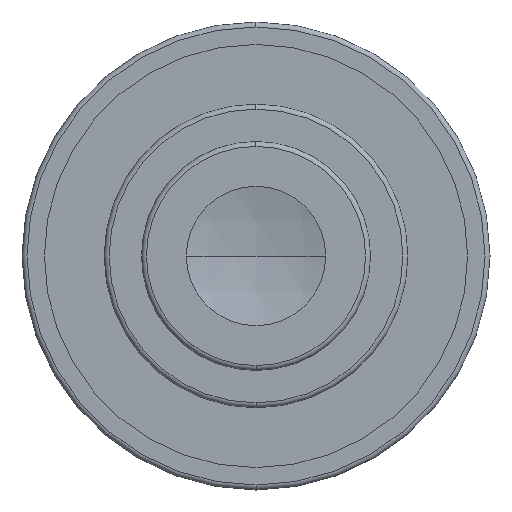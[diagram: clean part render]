
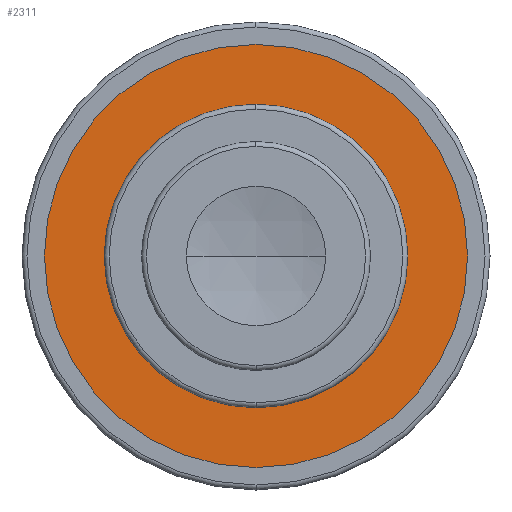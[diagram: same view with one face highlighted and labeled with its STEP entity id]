
A CAD part, left-side view. The second image highlights one B-rep face of the part: STEP entity #2311.
In plain terms, the highlighted planar face has unit normal (-1, 0, 0).
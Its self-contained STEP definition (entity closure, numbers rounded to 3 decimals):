
#17 = CIRCLE ( 'NONE', #52, 30.5 ) ;
#52 = AXIS2_PLACEMENT_3D ( 'NONE', #796, #2201, #563 ) ;
#193 = PLANE ( 'NONE',  #1286 ) ;
#247 = FACE_OUTER_BOUND ( 'NONE', #2803, .T. ) ;
#262 = EDGE_CURVE ( 'NONE', #800, #448, #17, .T. ) ;
#311 = ORIENTED_EDGE ( 'NONE', *, *, #2590, .T. ) ;
#448 = VERTEX_POINT ( 'NONE', #1583 ) ;
#502 = DIRECTION ( 'NONE',  ( -1., 0., 0. ) ) ;
#563 = DIRECTION ( 'NONE',  ( 0., 0., 1. ) ) ;
#626 = AXIS2_PLACEMENT_3D ( 'NONE', #1181, #2830, #1418 ) ;
#796 = CARTESIAN_POINT ( 'NONE',  ( 12., 0., 0. ) ) ;
#800 = VERTEX_POINT ( 'NONE', #1360 ) ;
#920 = DIRECTION ( 'NONE',  ( 0., 0., 1. ) ) ;
#1144 = DIRECTION ( 'NONE',  ( 1., 0., 0. ) ) ;
#1181 = CARTESIAN_POINT ( 'NONE',  ( 12., 0., 0. ) ) ;
#1286 = AXIS2_PLACEMENT_3D ( 'NONE', #2538, #1144, #2787 ) ;
#1334 = AXIS2_PLACEMENT_3D ( 'NONE', #1905, #502, #2145 ) ;
#1341 = ORIENTED_EDGE ( 'NONE', *, *, #262, .F. ) ;
#1360 = CARTESIAN_POINT ( 'NONE',  ( 12., 0., -30.5 ) ) ;
#1366 = DIRECTION ( 'NONE',  ( -1., 0., 0. ) ) ;
#1381 = CIRCLE ( 'NONE', #626, 30.5 ) ;
#1418 = DIRECTION ( 'NONE',  ( 0., 0., 1. ) ) ;
#1464 = EDGE_CURVE ( 'NONE', #2430, #2362, #2821, .T. ) ;
#1583 = CARTESIAN_POINT ( 'NONE',  ( 12., 0., 30.5 ) ) ;
#1631 = ORIENTED_EDGE ( 'NONE', *, *, #1464, .T. ) ;
#1869 = EDGE_CURVE ( 'NONE', #448, #800, #1381, .T. ) ;
#1905 = CARTESIAN_POINT ( 'NONE',  ( 12., 0., 0. ) ) ;
#2100 = CARTESIAN_POINT ( 'NONE',  ( 12., 0., 42.5 ) ) ;
#2120 = FACE_BOUND ( 'NONE', #2345, .T. ) ;
#2145 = DIRECTION ( 'NONE',  ( 0., 0., 1. ) ) ;
#2149 = ORIENTED_EDGE ( 'NONE', *, *, #1869, .F. ) ;
#2201 = DIRECTION ( 'NONE',  ( -1., 0., 0. ) ) ;
#2311 = ADVANCED_FACE ( 'NONE', ( #2120, #247 ), #193, .F. ) ;
#2345 = EDGE_LOOP ( 'NONE', ( #2149, #1341 ) ) ;
#2362 = VERTEX_POINT ( 'NONE', #2567 ) ;
#2430 = VERTEX_POINT ( 'NONE', #2100 ) ;
#2530 = AXIS2_PLACEMENT_3D ( 'NONE', #2555, #1366, #920 ) ;
#2538 = CARTESIAN_POINT ( 'NONE',  ( 12., 30.5, 0. ) ) ;
#2555 = CARTESIAN_POINT ( 'NONE',  ( 12., 0., 0. ) ) ;
#2567 = CARTESIAN_POINT ( 'NONE',  ( 12., 0., -42.5 ) ) ;
#2590 = EDGE_CURVE ( 'NONE', #2362, #2430, #2692, .T. ) ;
#2692 = CIRCLE ( 'NONE', #1334, 42.5 ) ;
#2787 = DIRECTION ( 'NONE',  ( 0., 0., -1. ) ) ;
#2803 = EDGE_LOOP ( 'NONE', ( #1631, #311 ) ) ;
#2821 = CIRCLE ( 'NONE', #2530, 42.5 ) ;
#2830 = DIRECTION ( 'NONE',  ( -1., 0., 0. ) ) ;
